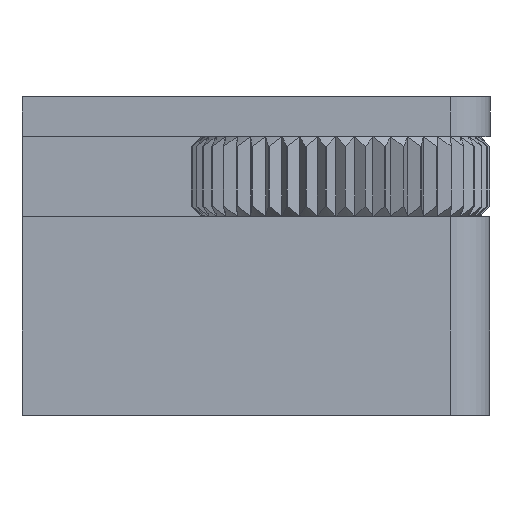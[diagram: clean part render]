
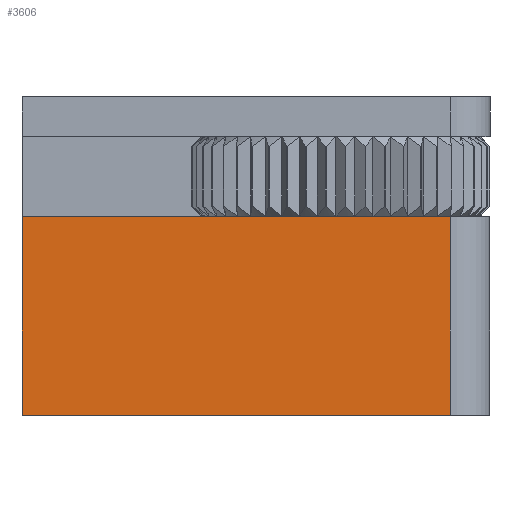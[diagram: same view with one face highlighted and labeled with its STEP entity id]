
A CAD part, left-side view. The second image highlights one B-rep face of the part: STEP entity #3606.
In plain terms, the highlighted planar face has unit normal (-1, 0, 0).
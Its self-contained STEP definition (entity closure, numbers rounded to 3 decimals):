
#318=LINE('',#5546,#491);
#323=LINE('',#5561,#496);
#335=LINE('',#5591,#508);
#338=LINE('',#5601,#511);
#491=VECTOR('',#4439,10.);
#496=VECTOR('',#4450,10.);
#508=VECTOR('',#4474,10.);
#511=VECTOR('',#4485,10.);
#725=FACE_OUTER_BOUND('',#990,.T.);
#990=EDGE_LOOP('',(#2376,#2377,#2378,#2379));
#1453=VERTEX_POINT('',#5544);
#1454=VERTEX_POINT('',#5545);
#1460=VERTEX_POINT('',#5559);
#1461=VERTEX_POINT('',#5560);
#1770=EDGE_CURVE('',#1453,#1454,#318,.T.);
#1777=EDGE_CURVE('',#1460,#1461,#323,.T.);
#1793=EDGE_CURVE('',#1453,#1460,#335,.T.);
#1798=EDGE_CURVE('',#1454,#1461,#338,.T.);
#2376=ORIENTED_EDGE('',*,*,#1777,.F.);
#2377=ORIENTED_EDGE('',*,*,#1793,.F.);
#2378=ORIENTED_EDGE('',*,*,#1770,.T.);
#2379=ORIENTED_EDGE('',*,*,#1798,.T.);
#3473=PLANE('',#3966);
#3606=ADVANCED_FACE('',(#725),#3473,.F.);
#3966=AXIS2_PLACEMENT_3D('',#5600,#4483,#4484);
#4439=DIRECTION('',(0.,0.,1.));
#4450=DIRECTION('',(0.,0.,1.));
#4474=DIRECTION('',(0.,1.,0.));
#4483=DIRECTION('center_axis',(1.,0.,0.));
#4484=DIRECTION('ref_axis',(0.,0.,
1.));
#4485=DIRECTION('',(0.,1.,0.));
#5544=CARTESIAN_POINT('',(-17.,-24.,-8.));
#5545=CARTESIAN_POINT('',(-17.,-24.,13.5));
#5546=CARTESIAN_POINT('',(-17.,-24.,15.5));
#5559=CARTESIAN_POINT('',(-17.,-14.02,-8.));
#5560=CARTESIAN_POINT('',(-17.,-14.02,13.5));
#5561=CARTESIAN_POINT('',(-17.,-14.02,-2.375));
#5591=CARTESIAN_POINT('',(-17.,-8.,-8.));
#5600=CARTESIAN_POINT('Origin',(-17.,-8.,-8.));
#5601=CARTESIAN_POINT('',(-17.,-8.,13.5));
